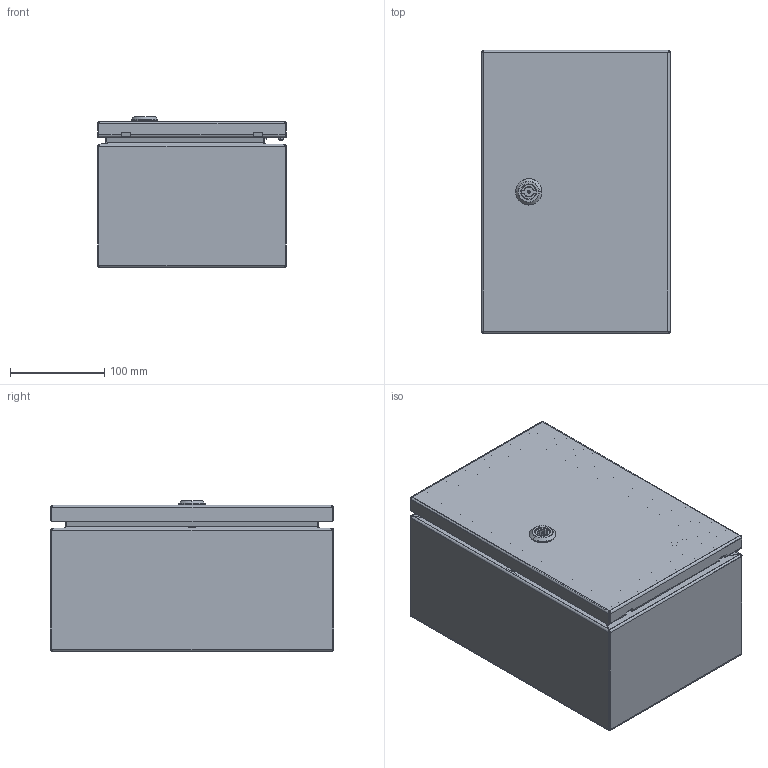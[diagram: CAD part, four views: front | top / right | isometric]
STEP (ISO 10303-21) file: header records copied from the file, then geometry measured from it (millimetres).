
FILE_DESCRIPTION (( 'STEP AP214' ), '1' );
FILE_NAME ('37022315.STEP', '2013-12-19T10:47:58', ( '' ), ( '' ), 'SwSTEP 2.0', 'SolidWorks 2013', '' );
FILE_SCHEMA (( 'AUTOMOTIVE_DESIGN' ));
Length unit declared in the file: millimetre
Products named in the file (29): 42067_O-Ring; 42067_Federsch; 83160; 42090; 82156; 82204; 93171; 42066; 56062; 42066_Mutter; 42100; 42066_Geh; 42093; 93379; 56017; 82410_37012315; 92081; 42076; 42045; 42045_Stift_umgedreht; 37022315; 42045_Oberteil; 42045_Stift; 42045_Unterteil; 56167; 42068; 42067; 42067_Betaetigung
Assembly tree (40 placements, depth 5):
  37022315
    56017
      42076
      82410_37012315
      93379
      56167
        42066
          42066_Geh
          42066_Mutter
        82204
        42090
        42067
          42067_Federsch
          42067_O-Ring
          42067_Betaetigung
          42067
        42068
      42045_Stift_umgedreht
        42045_Unterteil
        42045_Stift
        42045_Oberteil
      42045
        42045_Unterteil
        42045_Stift
        42045_Oberteil
      92081
    56062
      42093
      42100
      93379
    93171  x4
    82156  x4
    83160  x2
    92081
Bounding box: 200.1 x 300 x 159.95 mm (x, y, z)
Volume: 494493.3 mm3; surface area: 675708.9 mm2
Topology: 33 solids, 33 shells, 1002 faces, 2448 edges, 1520 vertices
Faces by surface type: plane 439, cylinder 404, torus 52, bspline 46, cone 41, sphere 20
Entity records: 24420 total; most frequent: CARTESIAN_POINT 6137, DIRECTION 3550, ORIENTED_EDGE 3460, EDGE_CURVE 1730, AXIS2_PLACEMENT_3D 1292, VERTEX_POINT 1063, LINE 966, VECTOR 966
